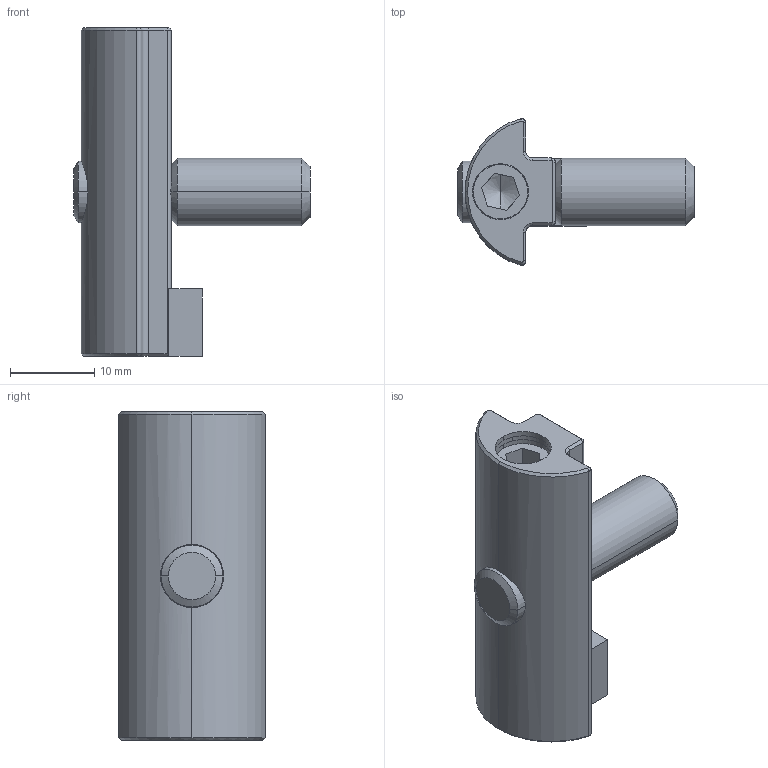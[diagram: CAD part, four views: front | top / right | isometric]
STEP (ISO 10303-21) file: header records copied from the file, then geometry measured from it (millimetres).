
FILE_DESCRIPTION (( 'STEP AP214' ), '1' );
FILE_NAME ('SV1311V.STEP', '2011-10-19T14:53:15', ( 'Tony' ), ( '' ), 'SwSTEP 2.0', 'SolidWorks 2011', '' );
FILE_SCHEMA (( 'AUTOMOTIVE_DESIGN' ));
Length unit declared in the file: millimetre
Products named in the file (1): SV1311V
Bounding box: 28 x 17.37 x 39 mm (x, y, z)
Volume: 5882 mm3; surface area: 3900.3 mm2
Topology: 3 solids, 3 shells, 91 faces, 226 edges, 136 vertices
Faces by surface type: cone 34, plane 33, cylinder 22, bspline 2
Entity records: 3101 total; most frequent: CARTESIAN_POINT 936, ORIENTED_EDGE 444, DIRECTION 435, EDGE_CURVE 222, AXIS2_PLACEMENT_3D 163, VERTEX_POINT 136, LINE 109, VECTOR 109
